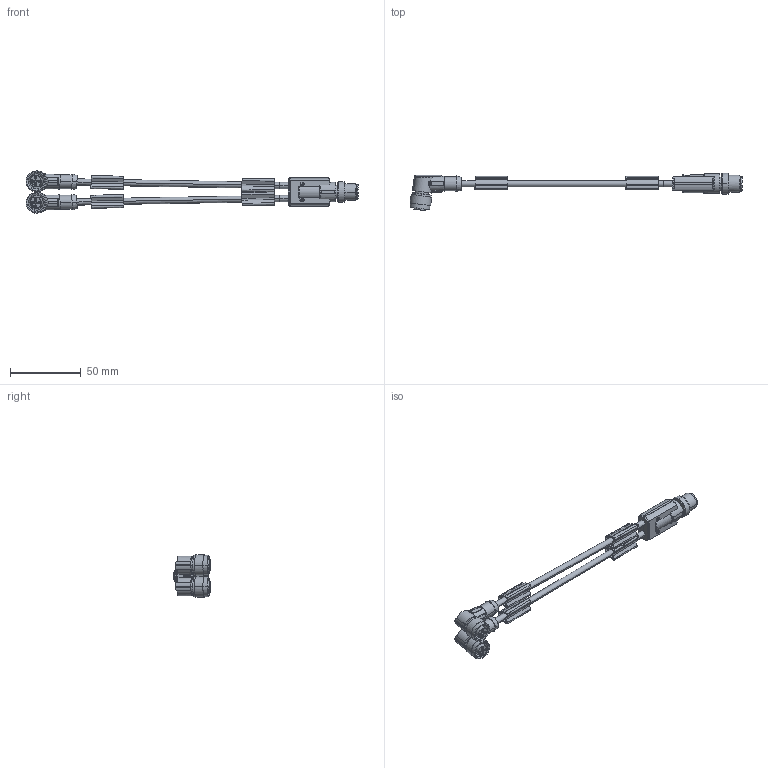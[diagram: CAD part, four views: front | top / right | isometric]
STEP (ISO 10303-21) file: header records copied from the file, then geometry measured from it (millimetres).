
FILE_DESCRIPTION(('SolidDesigner STEP Export'),'2;1');
FILE_NAME('1669000.stp','2011-11-03T13:37:49',(''),(''),'CoCreate Modeling STEP processor for AP214 (Solid Model)','CoCreate Modeling 16.00A 16-Aug-2008 (C) Parametric Technology GmbH','');
FILE_SCHEMA(('AUTOMOTIVE_DESIGN { 1 0 10303 214 1 1 1 1 }'));
Length unit declared in the file: millimetre
Products named in the file (2): 1669000
Assembly tree (1 placements, depth 2):
  1669000
    1669000
Bounding box: 235.41 x 26.5 x 29.93 mm (x, y, z)
Volume: 23877.5 mm3; surface area: 19267.5 mm2
Topology: 1 solids, 1 shells, 1088 faces, 3075 edges, 2039 vertices
Faces by surface type: plane 641, cylinder 292, cone 79, extrusion 54, torus 14, bspline 8
Entity records: 47019 total; most frequent: CARTESIAN_POINT 13375, ORIENTED_EDGE 6150, DIRECTION 4863, EDGE_CURVE 3075, VECTOR 2091, VERTEX_POINT 2039, LINE 2037, AXIS2_PLACEMENT_3D 1386
